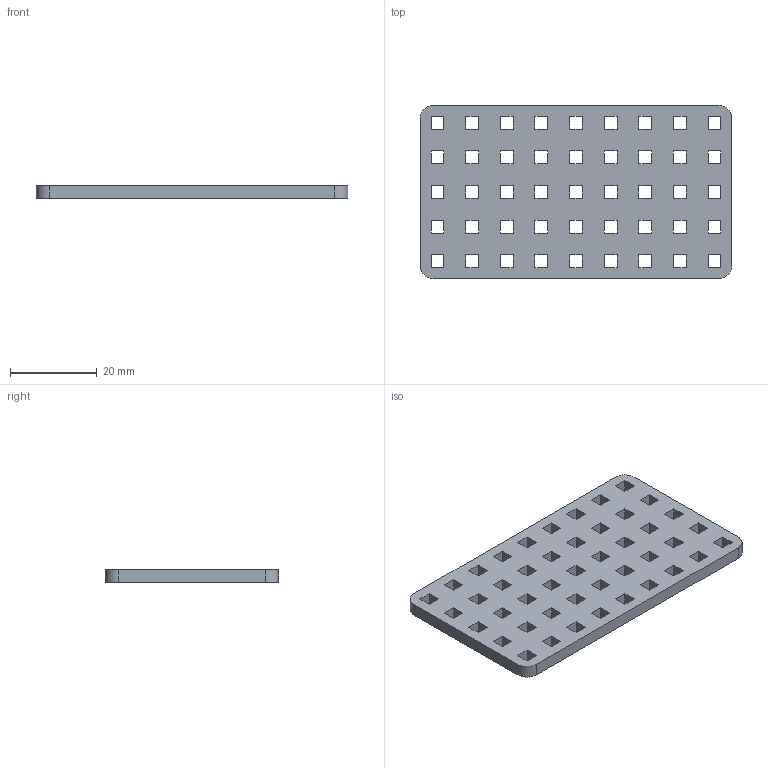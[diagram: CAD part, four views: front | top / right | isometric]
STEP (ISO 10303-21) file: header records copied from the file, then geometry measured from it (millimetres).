
FILE_DESCRIPTION(/* description */ (''),/* implementation_level */ '2;1');
FILE_NAME(/* name */ 'minigrid_3D',/* time_stamp */ '2017-05-18T12:31:04+02:00',/* author */ (''),/* organization */ (''),/* preprocessor_version */ 'ST-DEVELOPER v15',/* originating_system */ '',/* authorisation */ '');
FILE_SCHEMA (('AUTOMOTIVE_DESIGN'));
Length unit declared in the file: millimetre
Products named in the file (1): Document
Bounding box: 72 x 40 x 3 mm (x, y, z)
Volume: 7401.8 mm3; surface area: 7211.1 mm2
Topology: 1 solids, 1 shells, 190 faces, 564 edges, 376 vertices
Faces by surface type: plane 186, bspline 4
Entity records: 5685 total; most frequent: CARTESIAN_POINT 1724, ORIENTED_EDGE 1128, EDGE_CURVE 564, B_SPLINE_CURVE_WITH_KNOTS 551, VERTEX_POINT 376, EDGE_LOOP 280, ADVANCED_FACE 190, FACE_OUTER_BOUND 190
